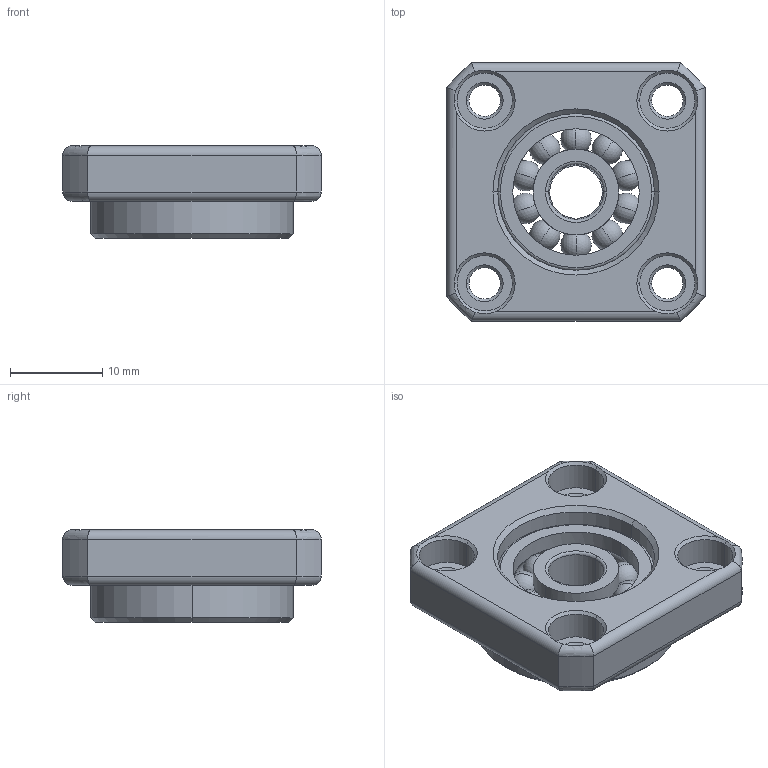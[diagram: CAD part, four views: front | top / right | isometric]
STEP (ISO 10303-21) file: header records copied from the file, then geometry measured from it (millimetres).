
FILE_DESCRIPTION (( 'STEP AP203' ), '1' );
FILE_NAME ('GFF06.STEP', '2013-10-07T09:46:08', ( 'user' ), ( '' ), 'SwSTEP 2.0', 'SolidWorks 2013', '' );
FILE_SCHEMA (( 'CONFIG_CONTROL_DESIGN' ));
Length unit declared in the file: millimetre
Products named in the file (1): GFF06
Bounding box: 28 x 28 x 10 mm (x, y, z)
Surface area: 3707.4 mm2 (no closed solid volume)
Topology: 0 solids, 6 shells, 191 faces, 1133 edges, 896 vertices
Faces by surface type: cylinder 64, plane 46, torus 31, cone 30, sphere 20
Entity records: 11922 total; most frequent: CARTESIAN_POINT 3865, ORIENTED_EDGE 1568, DIRECTION 1542, EDGE_CURVE 1081, VERTEX_POINT 864, AXIS2_PLACEMENT_3D 525, LINE 492, VECTOR 492
